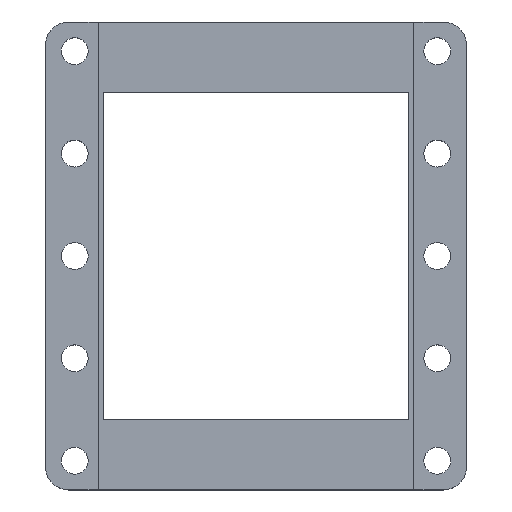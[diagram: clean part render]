
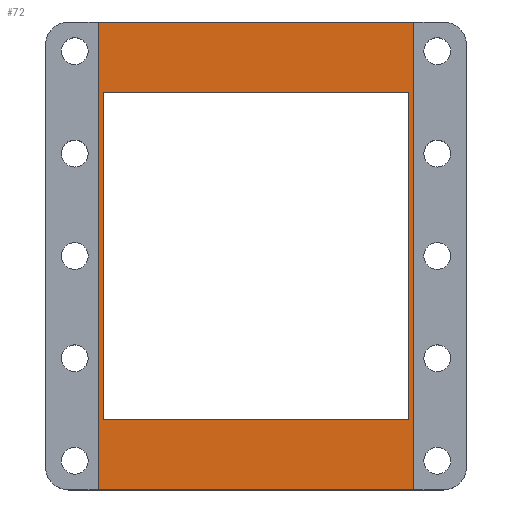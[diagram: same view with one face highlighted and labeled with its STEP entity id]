
A CAD part, top view. The second image highlights one B-rep face of the part: STEP entity #72.
In plain terms, the highlighted planar face has unit normal (0, 0, 1).
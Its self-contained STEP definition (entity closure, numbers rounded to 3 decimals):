
#72=ADVANCED_FACE('',(#208,#209),#100,.T.);
#100=PLANE('',#613);
#111=LINE('',#815,#151);
#120=LINE('',#833,#160);
#122=LINE('',#837,#162);
#126=LINE('',#846,#166);
#140=LINE('',#911,#180);
#141=LINE('',#913,#181);
#142=LINE('',#914,#182);
#143=LINE('',#915,#183);
#151=VECTOR('',#656,1.);
#160=VECTOR('',#667,1.);
#162=VECTOR('',#671,1.);
#166=VECTOR('',#677,1.);
#180=VECTOR('',#743,1.);
#181=VECTOR('',#746,1.);
#182=VECTOR('',#747,1.);
#183=VECTOR('',#748,1.);
#208=FACE_BOUND('',#261,.T.);
#209=FACE_BOUND('',#262,.T.);
#261=EDGE_LOOP('',(#370,#371,#372,#373));
#262=EDGE_LOOP('',(#374,#375,#376,#377));
#370=ORIENTED_EDGE('',*,*,#543,.F.);
#371=ORIENTED_EDGE('',*,*,#503,.T.);
#372=ORIENTED_EDGE('',*,*,#542,.T.);
#373=ORIENTED_EDGE('',*,*,#507,.T.);
#374=ORIENTED_EDGE('',*,*,#544,.F.);
#375=ORIENTED_EDGE('',*,*,#501,.F.);
#376=ORIENTED_EDGE('',*,*,#545,.F.);
#377=ORIENTED_EDGE('',*,*,#492,.F.);
#439=VERTEX_POINT('',#814);
#440=VERTEX_POINT('',#816);
#447=VERTEX_POINT('',#832);
#448=VERTEX_POINT('',#834);
#449=VERTEX_POINT('',#838);
#450=VERTEX_POINT('',#839);
#453=VERTEX_POINT('',#847);
#454=VERTEX_POINT('',#848);
#492=EDGE_CURVE('',#439,#440,#111,.T.);
#501=EDGE_CURVE('',#447,#448,#120,.T.);
#503=EDGE_CURVE('',#449,#450,#122,.T.);
#507=EDGE_CURVE('',#453,#454,#126,.T.);
#542=EDGE_CURVE('',#450,#453,#140,.T.);
#543=EDGE_CURVE('',#449,#454,#141,.T.);
#544=EDGE_CURVE('',#448,#439,#142,.T.);
#545=EDGE_CURVE('',#440,#447,#143,.T.);
#613=AXIS2_PLACEMENT_3D('',#916,#749,#750);
#656=DIRECTION('',(1.,0.,0.));
#667=DIRECTION('',(-1.,0.,0.));
#671=DIRECTION('',(0.,1.,0.));
#677=DIRECTION('',(0.,-1.,0.));
#743=DIRECTION('',(1.,0.,0.));
#746=DIRECTION('',(1.,0.,0.));
#747=DIRECTION('',(0.,1.,0.));
#748=DIRECTION('',(0.,-1.,0.));
#749=DIRECTION('',(0.,0.,1.));
#750=DIRECTION('',(1.,0.,0.));
#814=CARTESIAN_POINT('',(-13.5,20.,2.));
#815=CARTESIAN_POINT('',(-13.5,20.,2.));
#816=CARTESIAN_POINT('',(13.5,20.,2.));
#832=CARTESIAN_POINT('',(13.5,-20.,2.));
#833=CARTESIAN_POINT('',(13.5,-20.,2.));
#834=CARTESIAN_POINT('',(-13.5,-20.,2.));
#837=CARTESIAN_POINT('',(-13.,-15.,2.));
#838=CARTESIAN_POINT('',(-13.,-14.,2.));
#839=CARTESIAN_POINT('',(-13.,14.,2.));
#846=CARTESIAN_POINT('',(13.,15.,2.));
#847=CARTESIAN_POINT('',(13.,14.,2.));
#848=CARTESIAN_POINT('',(13.,-14.,2.));
#911=CARTESIAN_POINT('',(-18.,14.,2.));
#913=CARTESIAN_POINT('',(-18.,-14.,2.));
#914=CARTESIAN_POINT('',(-13.5,-20.,2.));
#915=CARTESIAN_POINT('',(13.5,20.,2.));
#916=CARTESIAN_POINT('',(0.,0.,2.));
